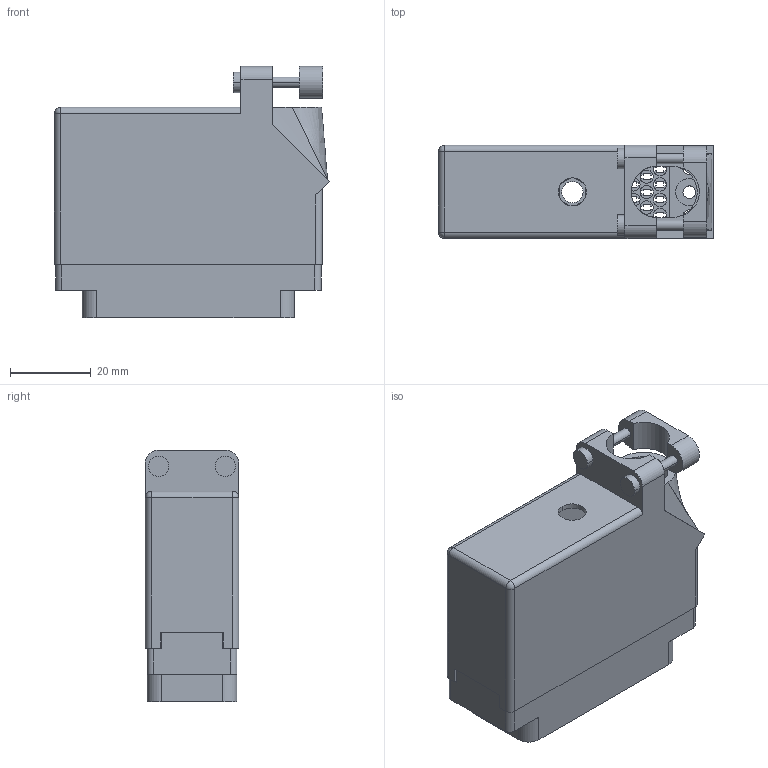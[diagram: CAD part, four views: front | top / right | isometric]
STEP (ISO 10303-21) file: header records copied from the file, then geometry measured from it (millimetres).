
FILE_DESCRIPTION (( 'STEP AP203' ), '1' );
FILE_NAME ('516-056-000-510.STEP', '2020-03-10T05:01:23', ( '' ), ( '' ), 'SwSTEP 2.0', 'SolidWorks 2016', '' );
FILE_SCHEMA (( 'CONFIG_CONTROL_DESIGN' ));
Length unit declared in the file: inch
Products named in the file (3): 516-230-001_Plastic - 056 Top Entry; 516-056-000-510; 516 Plug Insulator_056
Assembly tree (2 placements, depth 2):
  516-056-000-510
    516 Plug Insulator_056
    516-230-001_Plastic - 056 Top Entry
Bounding box: 68.14 x 23.11 x 62.28 mm (x, y, z)
Volume: 23696.6 mm3; surface area: 32308.2 mm2
Topology: 2 solids, 2 shells, 1289 faces, 3784 edges, 2518 vertices
Faces by surface type: plane 934, cylinder 348, bspline 3, cone 2, sphere 2
Entity records: 43442 total; most frequent: CARTESIAN_POINT 7687, ORIENTED_EDGE 7564, DIRECTION 7279, EDGE_CURVE 3782, LINE 2859, VECTOR 2859, VERTEX_POINT 2518, AXIS2_PLACEMENT_3D 2210
